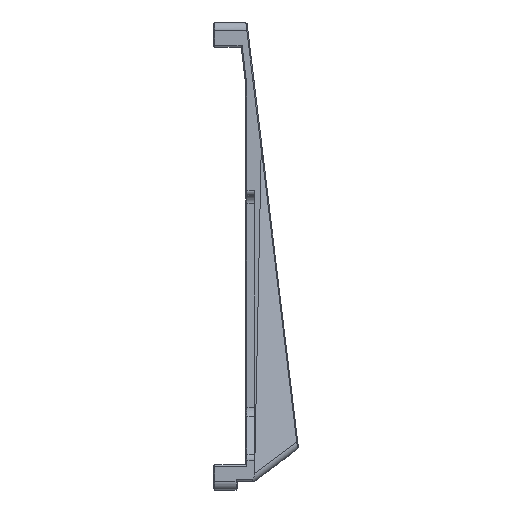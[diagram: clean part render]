
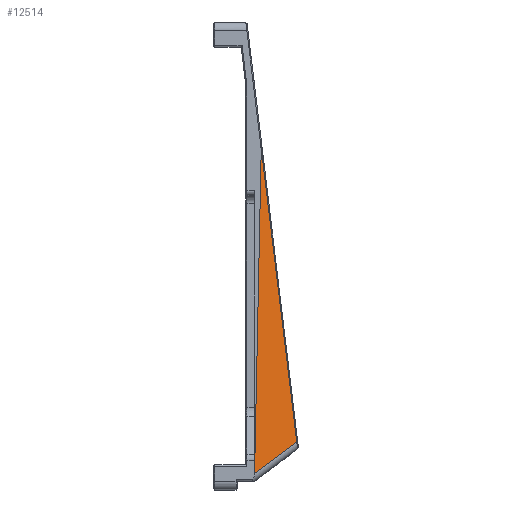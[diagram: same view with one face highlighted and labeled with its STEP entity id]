
A CAD part, left-side view. The second image highlights one B-rep face of the part: STEP entity #12514.
In plain terms, the highlighted planar face has unit normal (-0.866, -0.5, -0.01).
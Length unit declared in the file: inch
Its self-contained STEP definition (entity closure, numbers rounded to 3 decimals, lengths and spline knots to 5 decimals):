
#335=B_SPLINE_CURVE_WITH_KNOTS('',3,(#19347,#19348,#19349,#19350),
 .UNSPECIFIED.,.F.,.F.,(4,4),(-0.63539,-0.58586),
 .UNSPECIFIED.);
#452=PLANE('',#13405);
#886=FACE_OUTER_BOUND('',#1603,.T.);
#1603=EDGE_LOOP('',(#8876,#8877,#8878,#8879,#8880));
#2447=LINE('',#19296,#3603);
#2449=LINE('',#19300,#3605);
#2482=LINE('',#19630,#3638);
#2483=LINE('',#19648,#3639);
#3603=VECTOR('',#15338,0.3937);
#3605=VECTOR('',#15342,0.3937);
#3638=VECTOR('',#15387,0.3937);
#3639=VECTOR('',#15394,0.3937);
#5350=VERTEX_POINT('',#19293);
#5351=VERTEX_POINT('',#19295);
#5352=VERTEX_POINT('',#19299);
#5354=VERTEX_POINT('',#19324);
#5387=VERTEX_POINT('',#19629);
#6635=EDGE_CURVE('',#5350,#5351,#2447,.T.);
#6637=EDGE_CURVE('',#5351,#5352,#2449,.T.);
#6642=EDGE_CURVE('',#5352,#5354,#335,.T.);
#6688=EDGE_CURVE('',#5354,#5387,#2482,.T.);
#6692=EDGE_CURVE('',#5387,#5350,#2483,.T.);
#8876=ORIENTED_EDGE('',*,*,#6642,.F.);
#8877=ORIENTED_EDGE('',*,*,#6637,.F.);
#8878=ORIENTED_EDGE('',*,*,#6635,.F.);
#8879=ORIENTED_EDGE('',*,*,#6692,.F.);
#8880=ORIENTED_EDGE('',*,*,#6688,.F.);
#12514=ADVANCED_FACE('',(#886),#452,.T.);
#13405=AXIS2_PLACEMENT_3D('',#19647,#15392,#15393);
#15338=DIRECTION('',(0.183,-0.298,-0.937));
#15342=DIRECTION('',(0.081,-0.12,-0.99));
#15387=DIRECTION('',(-0.414,0.728,-0.547));
#15392=DIRECTION('center_axis',(-0.866,-0.5,-0.01));
#15393=DIRECTION('ref_axis',(0.5,-0.866,0.));
#15394=DIRECTION('',(0.,-0.02,1.));
#19293=CARTESIAN_POINT('',(-5.63878,-0.4751,0.96605));
#19295=CARTESIAN_POINT('',(-5.63749,-0.4772,0.95944));
#19296=CARTESIAN_POINT('',(-5.48522,-0.72496,0.17954));
#19299=CARTESIAN_POINT('',(-5.42144,-0.79722,-1.68505));
#19300=CARTESIAN_POINT('',(-5.528,-0.63938,-0.38075));
#19324=CARTESIAN_POINT('',(-5.42105,-0.79782,-1.68952));
#19347=CARTESIAN_POINT('Ctrl Pts',(-5.42144,-0.79722,
-1.68505));
#19348=CARTESIAN_POINT('Ctrl Pts',(-5.42132,-0.7974,
-1.68655));
#19349=CARTESIAN_POINT('Ctrl Pts',(-5.42119,-0.7976,
-1.68804));
#19350=CARTESIAN_POINT('Ctrl Pts',(-5.42105,-0.79782,
-1.68952));
#19629=CARTESIAN_POINT('',(-5.63878,-0.4148,-1.9771));
#19630=CARTESIAN_POINT('',(-4.59495,-2.25102,-0.59843));
#19647=CARTESIAN_POINT('Origin',(-5.63878,-0.41339,-2.04626));
#19648=CARTESIAN_POINT('',(-5.63878,-0.45608,0.03769));
